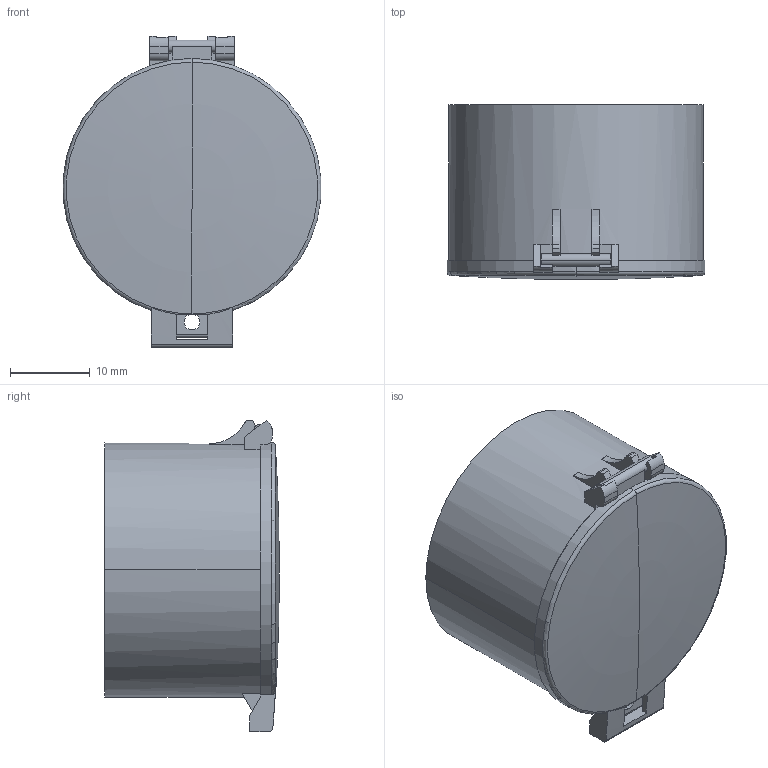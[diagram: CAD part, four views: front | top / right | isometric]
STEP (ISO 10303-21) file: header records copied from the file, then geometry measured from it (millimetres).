
FILE_DESCRIPTION(('no description'),'unknown implementation level');
FILE_NAME('3084_3SU1900-0DA70-0AA0_3D_v.stp',' ',('SIEMENS A&D'),('CADClick - KiM GmbH - www.kimweb.de'),'unknown preprocess','ACIS','unknown authorization');
FILE_SCHEMA(('automotive_design'));
Length unit declared in the file: millimetre
Products named in the file (1): 0
Bounding box: 32.4 x 21.95 x 39.11 mm (x, y, z)
Volume: 3604.9 mm3; surface area: 6883.2 mm2
Topology: 1 solids, 1 shells, 123 faces, 355 edges, 227 vertices
Faces by surface type: plane 71, cylinder 40, torus 10, cone 2
Entity records: 8143 total; most frequent: CARTESIAN_POINT 903, DIRECTION 718, ORIENTED_EDGE 706, STYLED_ITEM 704, PRESENTATION_STYLE_ASSIGNMENT 704, COLOUR_RGB 704, EDGE_CURVE 353, CURVE_STYLE 353
